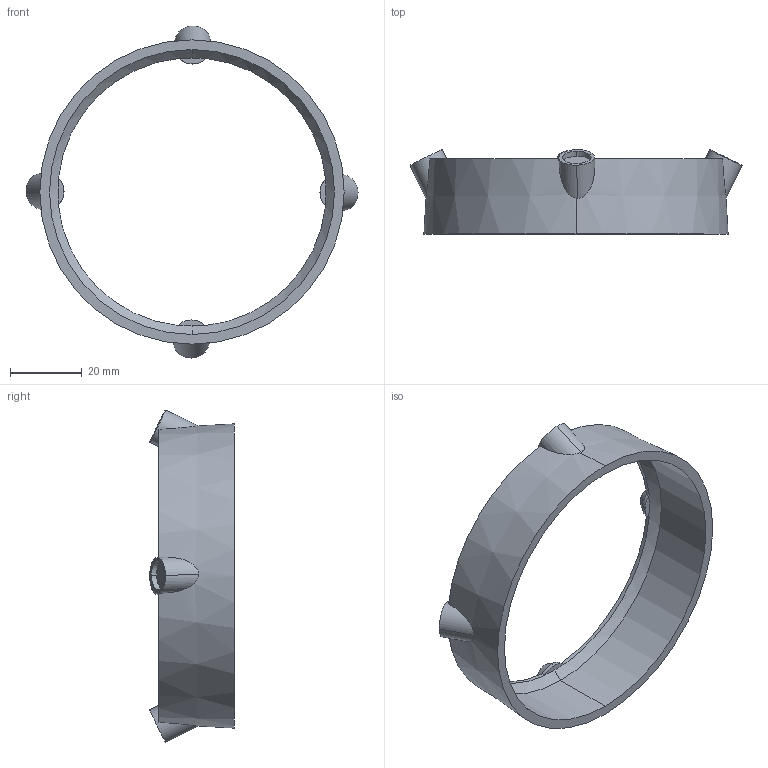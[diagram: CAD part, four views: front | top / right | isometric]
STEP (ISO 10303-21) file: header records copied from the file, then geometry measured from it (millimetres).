
FILE_DESCRIPTION (( 'STEP AP214' ), '1' );
FILE_NAME ('screenCover.STEP', '2025-12-23T21:48:24', ( '' ), ( '' ), 'SwSTEP 2.0', 'SolidWorks 2026', '' );
FILE_SCHEMA (( 'AUTOMOTIVE_DESIGN' ));
Length unit declared in the file: millimetre
Products named in the file (1): screenCover
Bounding box: 92.73 x 23.55 x 92.73 mm (x, y, z)
Volume: 13142.8 mm3; surface area: 13222.5 mm2
Topology: 1 solids, 1 shells, 45 faces, 115 edges, 76 vertices
Faces by surface type: cylinder 27, plane 14, cone 4
Entity records: 1572 total; most frequent: CARTESIAN_POINT 451, DIRECTION 239, ORIENTED_EDGE 230, EDGE_CURVE 115, AXIS2_PLACEMENT_3D 104, VERTEX_POINT 76, CIRCLE 58, EDGE_LOOP 51
